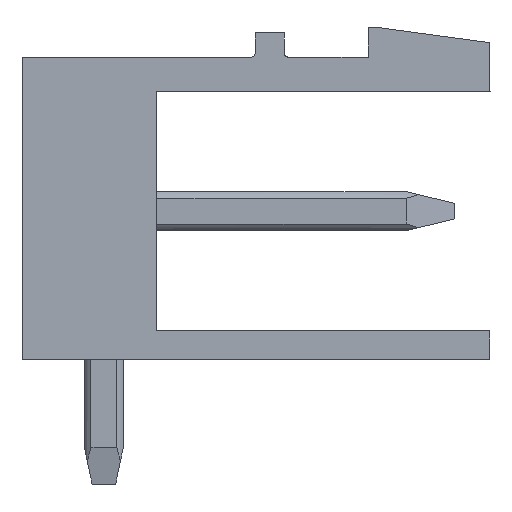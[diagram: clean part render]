
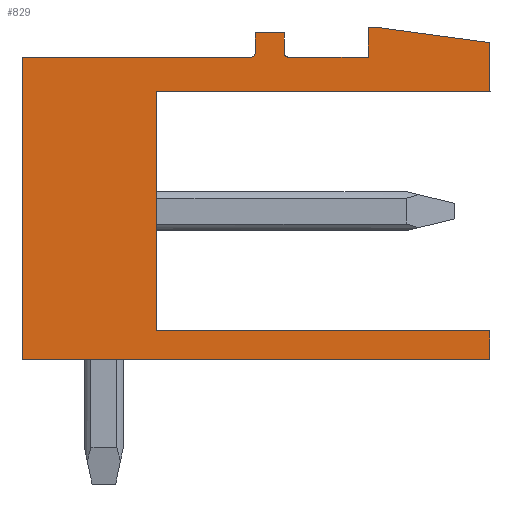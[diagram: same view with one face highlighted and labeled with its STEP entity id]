
A CAD part, left-side view. The second image highlights one B-rep face of the part: STEP entity #829.
In plain terms, the highlighted planar face has unit normal (-1, 0, 0).
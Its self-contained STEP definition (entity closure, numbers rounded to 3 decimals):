
#705=AXIS2_PLACEMENT_3D('Plane Axis2P3D',#702,#703,#704) ;
#751=AXIS2_PLACEMENT_3D('Circle Axis2P3D',#749,#750,$) ;
#779=AXIS2_PLACEMENT_3D('Circle Axis2P3D',#777,#778,$) ;
#49=CARTESIAN_POINT('Vertex',(0.,8.55,3.93)) ;
#52=CARTESIAN_POINT('Line Origine',(0.,4.275,3.93)) ;
#56=CARTESIAN_POINT('Vertex',(0.,0.,3.93)) ;
#224=CARTESIAN_POINT('Vertex',(0.,8.55,10.06)) ;
#227=CARTESIAN_POINT('Line Origine',(0.,8.55,6.995)) ;
#702=CARTESIAN_POINT('Axis2P3D Location',(0.,0.,0.)) ;
#707=CARTESIAN_POINT('Line Origine',(0.,4.275,10.06)) ;
#711=CARTESIAN_POINT('Vertex',(0.,0.,10.06)) ;
#714=CARTESIAN_POINT('Line Origine',(0.,0.,10.69)) ;
#718=CARTESIAN_POINT('Vertex',(0.,0.,11.32)) ;
#721=CARTESIAN_POINT('Line Origine',(0.,1.4,11.51)) ;
#725=CARTESIAN_POINT('Vertex',(0.,2.8,11.7)) ;
#728=CARTESIAN_POINT('Line Origine',(0.,2.96,11.7)) ;
#732=CARTESIAN_POINT('Vertex',(0.,3.12,11.7)) ;
#735=CARTESIAN_POINT('Line Origine',(0.,3.12,11.325)) ;
#739=CARTESIAN_POINT('Vertex',(0.,3.12,10.95)) ;
#742=CARTESIAN_POINT('Line Origine',(0.,4.145,10.95)) ;
#746=CARTESIAN_POINT('Vertex',(0.,5.17,10.95)) ;
#749=CARTESIAN_POINT('Axis2P3D Location',(0.,5.17,11.05)) ;
#753=CARTESIAN_POINT('Vertex',(0.,5.27,11.05)) ;
#756=CARTESIAN_POINT('Line Origine',(0.,5.27,11.31)) ;
#760=CARTESIAN_POINT('Vertex',(0.,5.27,11.57)) ;
#763=CARTESIAN_POINT('Line Origine',(0.,5.645,11.57)) ;
#767=CARTESIAN_POINT('Vertex',(0.,6.02,11.57)) ;
#770=CARTESIAN_POINT('Line Origine',(0.,6.02,11.31)) ;
#774=CARTESIAN_POINT('Vertex',(0.,6.02,11.05)) ;
#777=CARTESIAN_POINT('Axis2P3D Location',(0.,6.12,11.05)) ;
#781=CARTESIAN_POINT('Vertex',(0.,6.12,10.95)) ;
#784=CARTESIAN_POINT('Line Origine',(0.,9.06,10.95)) ;
#788=CARTESIAN_POINT('Vertex',(0.,12.,10.95)) ;
#791=CARTESIAN_POINT('Line Origine',(0.,12.,7.075)) ;
#795=CARTESIAN_POINT('Vertex',(0.,12.,3.2)) ;
#798=CARTESIAN_POINT('Line Origine',(0.,6.,3.2)) ;
#802=CARTESIAN_POINT('Vertex',(0.,0.,3.2)) ;
#805=CARTESIAN_POINT('Line Origine',(0.,0.,3.565)) ;
#53=DIRECTION('Vector Direction',(0.,1.,0.)) ;
#228=DIRECTION('Vector Direction',(0.,0.,-1.)) ;
#703=DIRECTION('Axis2P3D Direction',(-1.,0.,0.)) ;
#704=DIRECTION('Axis2P3D XDirection',(0.,0.,1.)) ;
#708=DIRECTION('Vector Direction',(0.,-1.,0.)) ;
#715=DIRECTION('Vector Direction',(0.,0.,1.)) ;
#722=DIRECTION('Vector Direction',(0.,0.991,0.134)) ;
#729=DIRECTION('Vector Direction',(0.,1.,0.)) ;
#736=DIRECTION('Vector Direction',(0.,0.,-1.)) ;
#743=DIRECTION('Vector Direction',(0.,1.,0.)) ;
#750=DIRECTION('Axis2P3D Direction',(-1.,0.,0.)) ;
#757=DIRECTION('Vector Direction',(0.,0.,1.)) ;
#764=DIRECTION('Vector Direction',(0.,1.,0.)) ;
#771=DIRECTION('Vector Direction',(0.,0.,-1.)) ;
#778=DIRECTION('Axis2P3D Direction',(-1.,0.,0.)) ;
#785=DIRECTION('Vector Direction',(0.,1.,0.)) ;
#792=DIRECTION('Vector Direction',(0.,0.,-1.)) ;
#799=DIRECTION('Vector Direction',(0.,1.,0.)) ;
#806=DIRECTION('Vector Direction',(0.,0.,-1.)) ;
#54=VECTOR('Line Direction',#53,1.) ;
#229=VECTOR('Line Direction',#228,1.) ;
#709=VECTOR('Line Direction',#708,1.) ;
#716=VECTOR('Line Direction',#715,1.) ;
#723=VECTOR('Line Direction',#722,1.) ;
#730=VECTOR('Line Direction',#729,1.) ;
#737=VECTOR('Line Direction',#736,1.) ;
#744=VECTOR('Line Direction',#743,1.) ;
#758=VECTOR('Line Direction',#757,1.) ;
#765=VECTOR('Line Direction',#764,1.) ;
#772=VECTOR('Line Direction',#771,1.) ;
#786=VECTOR('Line Direction',#785,1.) ;
#793=VECTOR('Line Direction',#792,1.) ;
#800=VECTOR('Line Direction',#799,1.) ;
#807=VECTOR('Line Direction',#806,1.) ;
#811=ORIENTED_EDGE('',*,*,#58,.T.) ;
#812=ORIENTED_EDGE('',*,*,#231,.T.) ;
#813=ORIENTED_EDGE('',*,*,#713,.T.) ;
#814=ORIENTED_EDGE('',*,*,#720,.T.) ;
#815=ORIENTED_EDGE('',*,*,#727,.T.) ;
#816=ORIENTED_EDGE('',*,*,#734,.T.) ;
#817=ORIENTED_EDGE('',*,*,#741,.T.) ;
#818=ORIENTED_EDGE('',*,*,#748,.T.) ;
#819=ORIENTED_EDGE('',*,*,#755,.T.) ;
#820=ORIENTED_EDGE('',*,*,#762,.T.) ;
#821=ORIENTED_EDGE('',*,*,#769,.T.) ;
#822=ORIENTED_EDGE('',*,*,#776,.T.) ;
#823=ORIENTED_EDGE('',*,*,#783,.T.) ;
#824=ORIENTED_EDGE('',*,*,#790,.T.) ;
#825=ORIENTED_EDGE('',*,*,#797,.T.) ;
#826=ORIENTED_EDGE('',*,*,#804,.T.) ;
#827=ORIENTED_EDGE('',*,*,#809,.T.) ;
#829=ADVANCED_FACE('Housing',(#828),#706,.T.) ;
#752=CIRCLE('generated circle',#751,0.1) ;
#780=CIRCLE('generated circle',#779,0.1) ;
#58=EDGE_CURVE('',#57,#50,#55,.T.) ;
#231=EDGE_CURVE('',#50,#225,#230,.F.) ;
#713=EDGE_CURVE('',#225,#712,#710,.T.) ;
#720=EDGE_CURVE('',#712,#719,#717,.T.) ;
#727=EDGE_CURVE('',#719,#726,#724,.T.) ;
#734=EDGE_CURVE('',#726,#733,#731,.T.) ;
#741=EDGE_CURVE('',#733,#740,#738,.T.) ;
#748=EDGE_CURVE('',#740,#747,#745,.T.) ;
#755=EDGE_CURVE('',#747,#754,#752,.F.) ;
#762=EDGE_CURVE('',#754,#761,#759,.T.) ;
#769=EDGE_CURVE('',#761,#768,#766,.T.) ;
#776=EDGE_CURVE('',#768,#775,#773,.T.) ;
#783=EDGE_CURVE('',#775,#782,#780,.F.) ;
#790=EDGE_CURVE('',#782,#789,#787,.T.) ;
#797=EDGE_CURVE('',#789,#796,#794,.T.) ;
#804=EDGE_CURVE('',#796,#803,#801,.F.) ;
#809=EDGE_CURVE('',#803,#57,#808,.F.) ;
#810=EDGE_LOOP('',(#811,#812,#813,#814,#815,#816,#817,#818,#819,#820,#821,#822,#823,#824,#825,#826,#827)) ;
#828=FACE_OUTER_BOUND('',#810,.T.) ;
#55=LINE('Line',#52,#54) ;
#230=LINE('Line',#227,#229) ;
#710=LINE('Line',#707,#709) ;
#717=LINE('Line',#714,#716) ;
#724=LINE('Line',#721,#723) ;
#731=LINE('Line',#728,#730) ;
#738=LINE('Line',#735,#737) ;
#745=LINE('Line',#742,#744) ;
#759=LINE('Line',#756,#758) ;
#766=LINE('Line',#763,#765) ;
#773=LINE('Line',#770,#772) ;
#787=LINE('Line',#784,#786) ;
#794=LINE('Line',#791,#793) ;
#801=LINE('Line',#798,#800) ;
#808=LINE('Line',#805,#807) ;
#706=PLANE('',#705) ;
#50=VERTEX_POINT('',#49) ;
#57=VERTEX_POINT('',#56) ;
#225=VERTEX_POINT('',#224) ;
#712=VERTEX_POINT('',#711) ;
#719=VERTEX_POINT('',#718) ;
#726=VERTEX_POINT('',#725) ;
#733=VERTEX_POINT('',#732) ;
#740=VERTEX_POINT('',#739) ;
#747=VERTEX_POINT('',#746) ;
#754=VERTEX_POINT('',#753) ;
#761=VERTEX_POINT('',#760) ;
#768=VERTEX_POINT('',#767) ;
#775=VERTEX_POINT('',#774) ;
#782=VERTEX_POINT('',#781) ;
#789=VERTEX_POINT('',#788) ;
#796=VERTEX_POINT('',#795) ;
#803=VERTEX_POINT('',#802) ;
